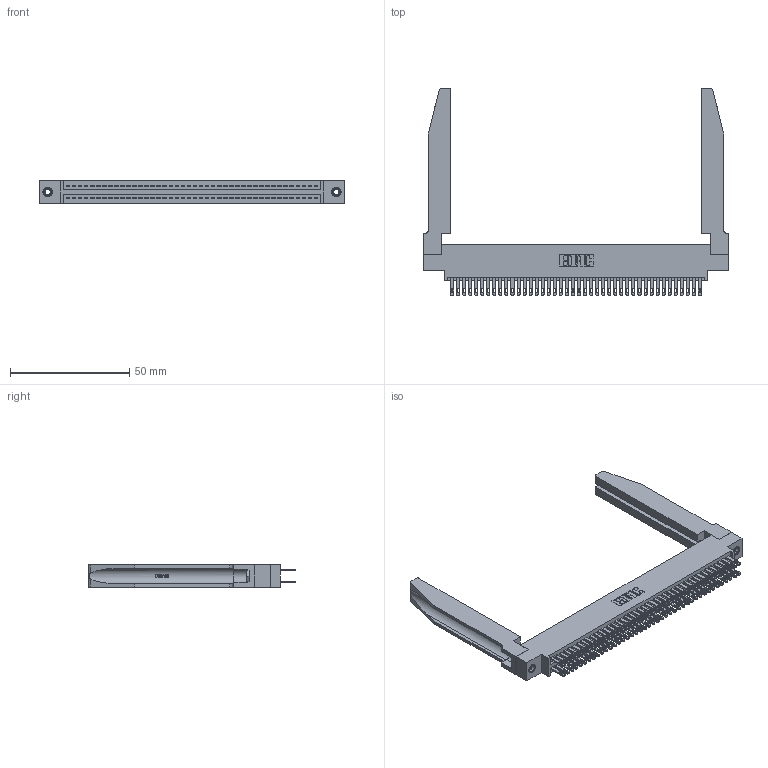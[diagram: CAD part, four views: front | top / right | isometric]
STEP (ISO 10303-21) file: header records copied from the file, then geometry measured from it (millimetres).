
FILE_DESCRIPTION (( 'STEP AP203' ), '1' );
FILE_NAME ('345-084-500-878.STEP', '2019-11-01T03:10:18', ( '' ), ( '' ), 'SwSTEP 2.0', 'SolidWorks 2016', '' );
FILE_SCHEMA (( 'CONFIG_CONTROL_DESIGN' ));
Length unit declared in the file: inch
Products named in the file (5): 345-084-500-878; 345-250-001_345-250-001-102; 345 Part_0.170 Offset - 0.156 Dia-TH; 345-292-001_345-293-100; 345-220-078_345-220-078
Assembly tree (89 placements, depth 2):
  345-084-500-878
    345 Part_0.170 Offset - 0.156 Dia-TH
    345-292-001_345-293-100  x84
    345-250-001_345-250-001-102  x2
    345-220-078_345-220-078  x2
Bounding box: 127.91 x 86.79 x 9.4 mm (x, y, z)
Volume: 20339.5 mm3; surface area: 26417.8 mm2
Topology: 89 solids, 89 shells, 4228 faces, 12805 edges, 8526 vertices
Faces by surface type: plane 2494, cylinder 1682, bspline 36, cone 12, torus 4
Entity records: 37756 total; most frequent: CARTESIAN_POINT 7247, ORIENTED_EDGE 6078, DIRECTION 5385, EDGE_CURVE 3039, LINE 2641, VECTOR 2641, VERTEX_POINT 2020, AXIS2_PLACEMENT_3D 1372
